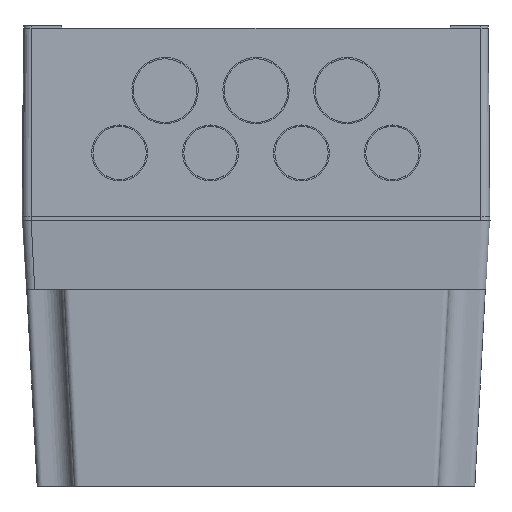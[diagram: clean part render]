
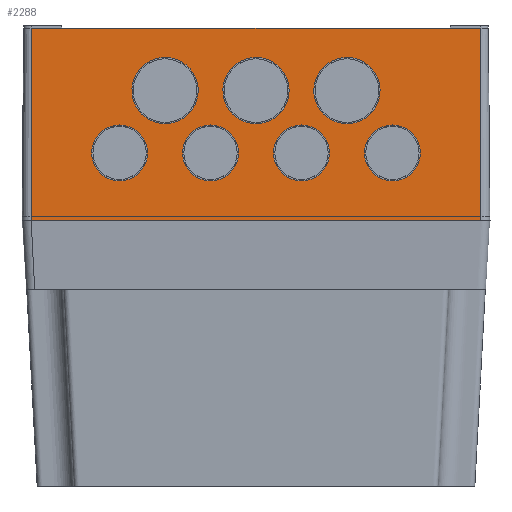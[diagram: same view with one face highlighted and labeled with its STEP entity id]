
A CAD part, front view. The second image highlights one B-rep face of the part: STEP entity #2288.
In plain terms, the highlighted planar face has unit normal (0, -1, 0.009).
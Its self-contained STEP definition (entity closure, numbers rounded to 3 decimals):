
#49 = DIRECTION ( 'NONE',  ( 0., 0.009, 1. ) ) ;
#211 = DIRECTION ( 'NONE',  ( 0., 1., -0.009 ) ) ;
#382 = DIRECTION ( 'NONE',  ( -1., 0., 0. ) ) ;
#470 = ORIENTED_EDGE ( 'NONE', *, *, #3793, .T. ) ;
#485 = FACE_BOUND ( 'NONE', #4153, .T. ) ;
#612 = EDGE_LOOP ( 'NONE', ( #2176, #9505 ) ) ;
#768 = ORIENTED_EDGE ( 'NONE', *, *, #9788, .F. ) ;
#775 = CARTESIAN_POINT ( 'NONE',  ( 431.828, -64.609, 152.322 ) ) ;
#783 = VECTOR ( 'NONE', #8074, 1000. ) ;
#843 = CARTESIAN_POINT ( 'NONE',  ( 419.109, -64.602, 153.203 ) ) ;
#986 = DIRECTION ( 'NONE',  ( 0., 0.009, 1. ) ) ;
#1010 = DIRECTION ( 'NONE',  ( 0., 0.009, 1. ) ) ;
#1052 = CARTESIAN_POINT ( 'NONE',  ( 396.828, -64.609, 152.32 ) ) ;
#1076 = DIRECTION ( 'NONE',  ( 0., 1., -0.009 ) ) ;
#1150 = DIRECTION ( 'NONE',  ( 0., 0.009, 1. ) ) ;
#1197 = AXIS2_PLACEMENT_3D ( 'NONE', #8576, #211, #1150 ) ;
#1328 = CARTESIAN_POINT ( 'NONE',  ( 483.378, -64.4, 176.32 ) ) ;
#1346 = DIRECTION ( 'NONE',  ( 0., 1., -0.009 ) ) ;
#1355 = DIRECTION ( 'NONE',  ( 0., -1., 0.009 ) ) ;
#1505 = CIRCLE ( 'NONE', #6238, 10.75 ) ;
#1587 = ORIENTED_EDGE ( 'NONE', *, *, #2700, .T. ) ;
#1593 = CARTESIAN_POINT ( 'NONE',  ( 396.828, -64.609, 152.322 ) ) ;
#1654 = DIRECTION ( 'NONE',  ( 1., 0., 0. ) ) ;
#1864 = CIRCLE ( 'NONE', #9400, 10.75 ) ;
#1872 = CARTESIAN_POINT ( 'NONE',  ( 444.566, -64.604, 152.888 ) ) ;
#1891 = EDGE_CURVE ( 'NONE', #3136, #11098, #5805, .T. ) ;
#1938 = DIRECTION ( 'NONE',  ( 0., 1., -0.009 ) ) ;
#2052 = EDGE_CURVE ( 'NONE', #12924, #7582, #3942, .T. ) ;
#2066 = CIRCLE ( 'NONE', #1197, 10.75 ) ;
#2176 = ORIENTED_EDGE ( 'NONE', *, *, #8725, .T. ) ;
#2265 = DIRECTION ( 'NONE',  ( 0., 0.009, 1. ) ) ;
#2288 = ADVANCED_FACE ( 'NONE', ( #4204, #8308, #11614, #10604, #4333, #485, #6349, #9658 ), #8515, .T. ) ;
#2410 = EDGE_LOOP ( 'NONE', ( #470 ) ) ;
#2700 = EDGE_CURVE ( 'NONE', #10430, #10430, #1505, .T. ) ;
#2803 = VERTEX_POINT ( 'NONE', #10013 ) ;
#2920 = CARTESIAN_POINT ( 'NONE',  ( 471.576, -64.4, 176.32 ) ) ;
#2952 = AXIS2_PLACEMENT_3D ( 'NONE', #775, #9338, #12303 ) ;
#3065 = CARTESIAN_POINT ( 'NONE',  ( 349.109, -64.602, 153.202 ) ) ;
#3136 = VERTEX_POINT ( 'NONE', #843 ) ;
#3147 = CARTESIAN_POINT ( 'NONE',  ( 431.828, -64.609, 152.32 ) ) ;
#3209 = AXIS2_PLACEMENT_3D ( 'NONE', #3463, #4863, #8977 ) ;
#3230 = VERTEX_POINT ( 'NONE', #8189 ) ;
#3261 = EDGE_LOOP ( 'NONE', ( #5591 ) ) ;
#3324 = VERTEX_POINT ( 'NONE', #11692 ) ;
#3426 = CARTESIAN_POINT ( 'NONE',  ( 322.08, -64.4, 176.32 ) ) ;
#3463 = CARTESIAN_POINT ( 'NONE',  ( 361.828, -64.609, 152.322 ) ) ;
#3622 = LINE ( 'NONE', #6505, #11189 ) ;
#3793 = EDGE_CURVE ( 'NONE', #5365, #5365, #2066, .T. ) ;
#3942 = LINE ( 'NONE', #9761, #5364 ) ;
#3952 = EDGE_CURVE ( 'NONE', #4354, #3230, #8000, .T. ) ;
#3973 = CARTESIAN_POINT ( 'NONE',  ( 483.378, -64.4, 176.32 ) ) ;
#4153 = EDGE_LOOP ( 'NONE', ( #1587 ) ) ;
#4195 = VECTOR ( 'NONE', #7873, 1000. ) ;
#4204 = FACE_BOUND ( 'NONE', #9894, .T. ) ;
#4333 = FACE_BOUND ( 'NONE', #3261, .T. ) ;
#4354 = VERTEX_POINT ( 'NONE', #3065 ) ;
#4562 = AXIS2_PLACEMENT_3D ( 'NONE', #8338, #10187, #11140 ) ;
#4599 = EDGE_CURVE ( 'NONE', #9620, #13105, #3622, .T. ) ;
#4669 = CIRCLE ( 'NONE', #4880, 12.75 ) ;
#4833 = AXIS2_PLACEMENT_3D ( 'NONE', #10666, #1346, #11670 ) ;
#4836 = CIRCLE ( 'NONE', #8481, 12.75 ) ;
#4863 = DIRECTION ( 'NONE',  ( 0., 1., -0.009 ) ) ;
#4880 = AXIS2_PLACEMENT_3D ( 'NONE', #1593, #11983, #9823 ) ;
#4882 = CARTESIAN_POINT ( 'NONE',  ( 310.278, -65.046, 102.32 ) ) ;
#4936 = EDGE_CURVE ( 'NONE', #3230, #4354, #5581, .T. ) ;
#5364 = VECTOR ( 'NONE', #382, 1000. ) ;
#5365 = VERTEX_POINT ( 'NONE', #7452 ) ;
#5581 = CIRCLE ( 'NONE', #3209, 12.75 ) ;
#5591 = ORIENTED_EDGE ( 'NONE', *, *, #12830, .T. ) ;
#5805 = CIRCLE ( 'NONE', #7303, 12.75 ) ;
#5830 = EDGE_CURVE ( 'NONE', #11709, #11485, #4669, .T. ) ;
#6238 = AXIS2_PLACEMENT_3D ( 'NONE', #8291, #1076, #1010 ) ;
#6349 = FACE_BOUND ( 'NONE', #8362, .T. ) ;
#6476 = CARTESIAN_POINT ( 'NONE',  ( 483.378, -64.4, 176.32 ) ) ;
#6505 = CARTESIAN_POINT ( 'NONE',  ( 310.278, -64.4, 176.32 ) ) ;
#6542 = CIRCLE ( 'NONE', #4833, 10.75 ) ;
#6547 = CARTESIAN_POINT ( 'NONE',  ( 483.378, -65.046, 102.32 ) ) ;
#6724 = CARTESIAN_POINT ( 'NONE',  ( 310.278, -64.4, 176.32 ) ) ;
#7105 = CARTESIAN_POINT ( 'NONE',  ( 384.109, -64.602, 153.212 ) ) ;
#7303 = AXIS2_PLACEMENT_3D ( 'NONE', #3147, #12591, #49 ) ;
#7446 = ORIENTED_EDGE ( 'NONE', *, *, #4936, .T. ) ;
#7452 = CARTESIAN_POINT ( 'NONE',  ( 414.328, -64.725, 139.073 ) ) ;
#7582 = VERTEX_POINT ( 'NONE', #2920 ) ;
#7750 = LINE ( 'NONE', #11866, #4195 ) ;
#7855 = VECTOR ( 'NONE', #9495, 1000. ) ;
#7873 = DIRECTION ( 'NONE',  ( -1., 0., 0. ) ) ;
#8000 = CIRCLE ( 'NONE', #4562, 12.75 ) ;
#8074 = DIRECTION ( 'NONE',  ( 0., 0.009, 1. ) ) ;
#8189 = CARTESIAN_POINT ( 'NONE',  ( 374.566, -64.604, 152.887 ) ) ;
#8291 = CARTESIAN_POINT ( 'NONE',  ( 344.328, -64.819, 128.324 ) ) ;
#8308 = FACE_BOUND ( 'NONE', #612, .T. ) ;
#8338 = CARTESIAN_POINT ( 'NONE',  ( 361.828, -64.609, 152.32 ) ) ;
#8362 = EDGE_LOOP ( 'NONE', ( #7446, #10718 ) ) ;
#8391 = AXIS2_PLACEMENT_3D ( 'NONE', #6476, #1355, #9584 ) ;
#8414 = EDGE_CURVE ( 'NONE', #10674, #12924, #13207, .T. ) ;
#8453 = EDGE_CURVE ( 'NONE', #2803, #2803, #1864, .T. ) ;
#8466 = EDGE_LOOP ( 'NONE', ( #13108, #12969, #12628, #768, #8837, #9991 ) ) ;
#8481 = AXIS2_PLACEMENT_3D ( 'NONE', #1052, #1938, #986 ) ;
#8507 = CARTESIAN_POINT ( 'NONE',  ( 483.378, -64.4, 176.32 ) ) ;
#8515 = PLANE ( 'NONE',  #8391 ) ;
#8576 = CARTESIAN_POINT ( 'NONE',  ( 414.328, -64.819, 128.323 ) ) ;
#8725 = EDGE_CURVE ( 'NONE', #11098, #3136, #9630, .T. ) ;
#8837 = ORIENTED_EDGE ( 'NONE', *, *, #13250, .F. ) ;
#8977 = DIRECTION ( 'NONE',  ( 0., 0.009, 1. ) ) ;
#9070 = VERTEX_POINT ( 'NONE', #4882 ) ;
#9338 = DIRECTION ( 'NONE',  ( 0., 1., -0.009 ) ) ;
#9400 = AXIS2_PLACEMENT_3D ( 'NONE', #13272, #11510, #2265 ) ;
#9495 = DIRECTION ( 'NONE',  ( -1., 0., 0. ) ) ;
#9505 = ORIENTED_EDGE ( 'NONE', *, *, #1891, .T. ) ;
#9584 = DIRECTION ( 'NONE',  ( -1., 0., 0. ) ) ;
#9620 = VERTEX_POINT ( 'NONE', #12457 ) ;
#9630 = CIRCLE ( 'NONE', #2952, 12.75 ) ;
#9658 = FACE_OUTER_BOUND ( 'NONE', #8466, .T. ) ;
#9704 = ORIENTED_EDGE ( 'NONE', *, *, #8453, .T. ) ;
#9761 = CARTESIAN_POINT ( 'NONE',  ( 483.378, -64.4, 176.32 ) ) ;
#9788 = EDGE_CURVE ( 'NONE', #9070, #9620, #11857, .T. ) ;
#9823 = DIRECTION ( 'NONE',  ( 0., 0.009, 1. ) ) ;
#9894 = EDGE_LOOP ( 'NONE', ( #9704 ) ) ;
#9991 = ORIENTED_EDGE ( 'NONE', *, *, #8414, .T. ) ;
#10013 = CARTESIAN_POINT ( 'NONE',  ( 449.328, -64.725, 139.073 ) ) ;
#10187 = DIRECTION ( 'NONE',  ( 0., 1., -0.009 ) ) ;
#10430 = VERTEX_POINT ( 'NONE', #11712 ) ;
#10510 = LINE ( 'NONE', #1328, #7855 ) ;
#10604 = FACE_BOUND ( 'NONE', #2410, .T. ) ;
#10658 = EDGE_LOOP ( 'NONE', ( #11275, #13352 ) ) ;
#10666 = CARTESIAN_POINT ( 'NONE',  ( 379.328, -64.819, 128.324 ) ) ;
#10674 = VERTEX_POINT ( 'NONE', #6547 ) ;
#10718 = ORIENTED_EDGE ( 'NONE', *, *, #3952, .T. ) ;
#10847 = DIRECTION ( 'NONE',  ( 0., 0.009, 1. ) ) ;
#11031 = VECTOR ( 'NONE', #10847, 1000. ) ;
#11098 = VERTEX_POINT ( 'NONE', #1872 ) ;
#11140 = DIRECTION ( 'NONE',  ( 0., 0.009, 1. ) ) ;
#11158 = EDGE_CURVE ( 'NONE', #11485, #11709, #4836, .T. ) ;
#11189 = VECTOR ( 'NONE', #1654, 1000. ) ;
#11275 = ORIENTED_EDGE ( 'NONE', *, *, #5830, .T. ) ;
#11485 = VERTEX_POINT ( 'NONE', #7105 ) ;
#11510 = DIRECTION ( 'NONE',  ( 0., 1., -0.009 ) ) ;
#11614 = FACE_BOUND ( 'NONE', #10658, .T. ) ;
#11670 = DIRECTION ( 'NONE',  ( 0., 0.009, 1. ) ) ;
#11692 = CARTESIAN_POINT ( 'NONE',  ( 379.328, -64.725, 139.073 ) ) ;
#11709 = VERTEX_POINT ( 'NONE', #12958 ) ;
#11712 = CARTESIAN_POINT ( 'NONE',  ( 344.328, -64.725, 139.073 ) ) ;
#11857 = LINE ( 'NONE', #6724, #11031 ) ;
#11866 = CARTESIAN_POINT ( 'NONE',  ( 483.378, -65.046, 102.32 ) ) ;
#11983 = DIRECTION ( 'NONE',  ( 0., 1., -0.009 ) ) ;
#12303 = DIRECTION ( 'NONE',  ( 0., 0.009, 1. ) ) ;
#12457 = CARTESIAN_POINT ( 'NONE',  ( 310.278, -64.4, 176.32 ) ) ;
#12591 = DIRECTION ( 'NONE',  ( 0., 1., -0.009 ) ) ;
#12628 = ORIENTED_EDGE ( 'NONE', *, *, #4599, .F. ) ;
#12830 = EDGE_CURVE ( 'NONE', #3324, #3324, #6542, .T. ) ;
#12924 = VERTEX_POINT ( 'NONE', #8507 ) ;
#12958 = CARTESIAN_POINT ( 'NONE',  ( 409.566, -64.605, 152.88 ) ) ;
#12969 = ORIENTED_EDGE ( 'NONE', *, *, #13121, .T. ) ;
#13105 = VERTEX_POINT ( 'NONE', #3426 ) ;
#13108 = ORIENTED_EDGE ( 'NONE', *, *, #2052, .T. ) ;
#13121 = EDGE_CURVE ( 'NONE', #7582, #13105, #10510, .T. ) ;
#13207 = LINE ( 'NONE', #3973, #783 ) ;
#13250 = EDGE_CURVE ( 'NONE', #10674, #9070, #7750, .T. ) ;
#13272 = CARTESIAN_POINT ( 'NONE',  ( 449.328, -64.819, 128.323 ) ) ;
#13352 = ORIENTED_EDGE ( 'NONE', *, *, #11158, .T. ) ;
